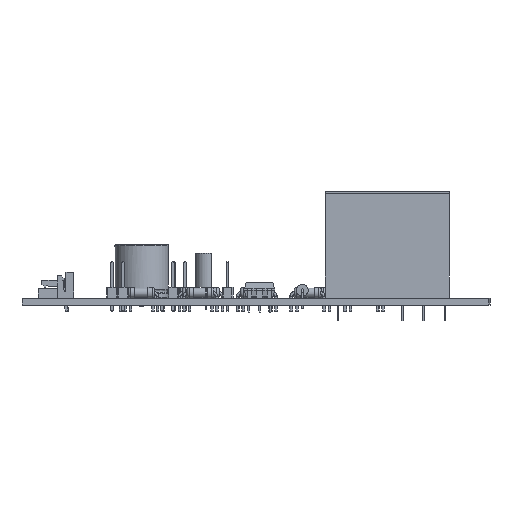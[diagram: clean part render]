
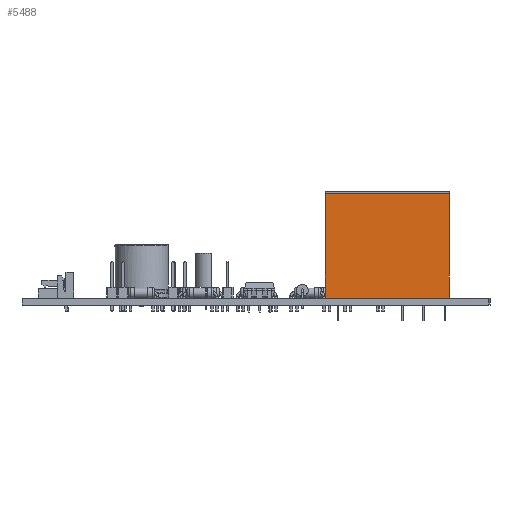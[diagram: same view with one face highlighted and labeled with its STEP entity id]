
A CAD part, front view. The second image highlights one B-rep face of the part: STEP entity #5488.
In plain terms, the highlighted planar face has unit normal (0, -1, 0).
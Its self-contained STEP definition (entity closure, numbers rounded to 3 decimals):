
#5374 = VERTEX_POINT('',#5375);
#5375 = CARTESIAN_POINT('',(26.,-9.95,24.5));
#5397 = EDGE_CURVE('',#5374,#5398,#5400,.T.);
#5398 = VERTEX_POINT('',#5399);
#5399 = CARTESIAN_POINT('',(-3.,-9.95,24.5));
#5400 = LINE('',#5401,#5402);
#5401 = CARTESIAN_POINT('',(26.,-9.95,24.5));
#5402 = VECTOR('',#5403,1.);
#5403 = DIRECTION('',(-1.,0.,0.));
#5470 = EDGE_CURVE('',#5471,#5374,#5473,.T.);
#5471 = VERTEX_POINT('',#5472);
#5472 = CARTESIAN_POINT('',(26.,-9.95,0.));
#5473 = LINE('',#5474,#5475);
#5474 = CARTESIAN_POINT('',(26.,-9.95,0.));
#5475 = VECTOR('',#5476,1.);
#5476 = DIRECTION('',(0.,0.,1.));
#5488 = ADVANCED_FACE('',(#5489),#5507,.T.);
#5489 = FACE_BOUND('',#5490,.T.);
#5490 = EDGE_LOOP('',(#5491,#5492,#5493,#5501));
#5491 = ORIENTED_EDGE('',*,*,#5470,.T.);
#5492 = ORIENTED_EDGE('',*,*,#5397,.T.);
#5493 = ORIENTED_EDGE('',*,*,#5494,.F.);
#5494 = EDGE_CURVE('',#5495,#5398,#5497,.T.);
#5495 = VERTEX_POINT('',#5496);
#5496 = CARTESIAN_POINT('',(-3.,-9.95,0.));
#5497 = LINE('',#5498,#5499);
#5498 = CARTESIAN_POINT('',(-3.,-9.95,0.));
#5499 = VECTOR('',#5500,1.);
#5500 = DIRECTION('',(0.,0.,1.));
#5501 = ORIENTED_EDGE('',*,*,#5502,.F.);
#5502 = EDGE_CURVE('',#5471,#5495,#5503,.T.);
#5503 = LINE('',#5504,#5505);
#5504 = CARTESIAN_POINT('',(26.,-9.95,0.));
#5505 = VECTOR('',#5506,1.);
#5506 = DIRECTION('',(-1.,0.,0.));
#5507 = PLANE('',#5508);
#5508 = AXIS2_PLACEMENT_3D('',#5509,#5510,#5511);
#5509 = CARTESIAN_POINT('',(26.,-9.95,0.));
#5510 = DIRECTION('',(0.,-1.,0.));
#5511 = DIRECTION('',(-1.,0.,0.));
